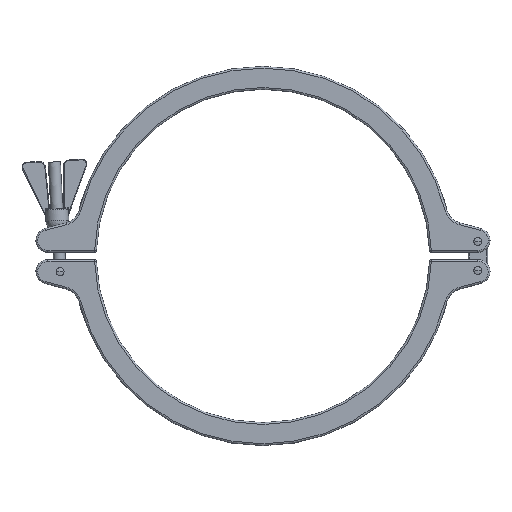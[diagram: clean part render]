
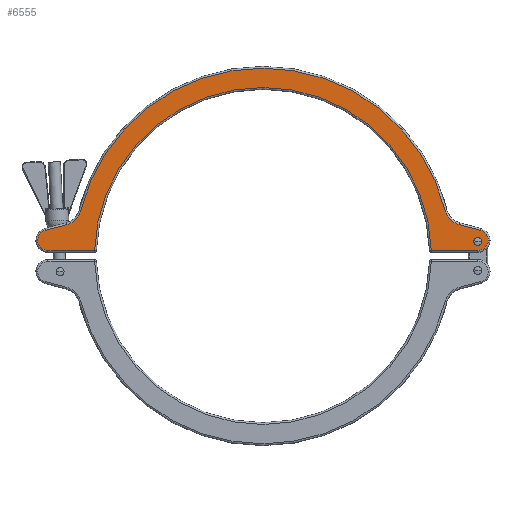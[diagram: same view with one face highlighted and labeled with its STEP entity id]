
A CAD part, top view. The second image highlights one B-rep face of the part: STEP entity #6555.
In plain terms, the highlighted planar face has unit normal (0, 0, 1).
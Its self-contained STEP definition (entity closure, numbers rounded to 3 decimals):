
#192 = CARTESIAN_POINT ( 'NONE',  ( -166.824, 41.876, 12. ) ) ;
#293 = CARTESIAN_POINT ( 'NONE',  ( -178., 4.5, 12. ) ) ;
#402 = ORIENTED_EDGE ( 'NONE', *, *, #4259, .T. ) ;
#479 = CARTESIAN_POINT ( 'NONE',  ( -180.2, 21.21, 12. ) ) ;
#900 = ORIENTED_EDGE ( 'NONE', *, *, #9909, .T. ) ;
#903 = LINE ( 'NONE', #12552, #11867 ) ;
#1073 = LINE ( 'NONE', #7771, #3116 ) ;
#1283 = EDGE_CURVE ( 'NONE', #16453, #6228, #12613, .T. ) ;
#1601 = CARTESIAN_POINT ( 'NONE',  ( 180.2, 21.21, 12. ) ) ;
#1737 = VECTOR ( 'NONE', #16132, 1000. ) ;
#2041 = CIRCLE ( 'NONE', #2299, 155.5 ) ;
#2091 = VECTOR ( 'NONE', #13892, 1000. ) ;
#2155 = CIRCLE ( 'NONE', #12059, 16.5 ) ;
#2166 = AXIS2_PLACEMENT_3D ( 'NONE', #15061, #4589, #12238 ) ;
#2234 = ORIENTED_EDGE ( 'NONE', *, *, #8173, .F. ) ;
#2299 = AXIS2_PLACEMENT_3D ( 'NONE', #8376, #12315, #10891 ) ;
#2347 = EDGE_LOOP ( 'NONE', ( #402, #14115, #10481, #4020, #900, #14501, #9087, #3176, #5539, #3346, #2602 ) ) ;
#2413 = DIRECTION ( 'NONE',  ( -0.966, 0.259, 0. ) ) ;
#2602 = ORIENTED_EDGE ( 'NONE', *, *, #1283, .T. ) ;
#2632 = CARTESIAN_POINT ( 'NONE',  ( 178., 12., 12. ) ) ;
#2724 = VERTEX_POINT ( 'NONE', #4757 ) ;
#2732 = VERTEX_POINT ( 'NONE', #7267 ) ;
#2978 = VERTEX_POINT ( 'NONE', #9326 ) ;
#2991 = CIRCLE ( 'NONE', #8902, 3.3 ) ;
#3078 = CIRCLE ( 'NONE', #16204, 3.3 ) ;
#3116 = VECTOR ( 'NONE', #2413, 1000. ) ;
#3150 = CARTESIAN_POINT ( 'NONE',  ( 178., 4.5, 12. ) ) ;
#3176 = ORIENTED_EDGE ( 'NONE', *, *, #15207, .T. ) ;
#3278 = CARTESIAN_POINT ( 'NONE',  ( 166.824, 41.876, 12. ) ) ;
#3346 = ORIENTED_EDGE ( 'NONE', *, *, #9962, .T. ) ;
#3615 = VERTEX_POINT ( 'NONE', #11857 ) ;
#3783 = EDGE_CURVE ( 'NONE', #12507, #3615, #14003, .T. ) ;
#3897 = VERTEX_POINT ( 'NONE', #15688 ) ;
#4020 = ORIENTED_EDGE ( 'NONE', *, *, #3783, .T. ) ;
#4074 = EDGE_CURVE ( 'NONE', #15206, #14995, #8941, .T. ) ;
#4124 = AXIS2_PLACEMENT_3D ( 'NONE', #13384, #4495, #15810 ) ;
#4259 = EDGE_CURVE ( 'NONE', #6228, #2978, #903, .T. ) ;
#4495 = DIRECTION ( 'NONE',  ( 0., 0., -1. ) ) ;
#4589 = DIRECTION ( 'NONE',  ( 0., 0., 1. ) ) ;
#4747 = CARTESIAN_POINT ( 'NONE',  ( 162.554, 25.939, 12. ) ) ;
#4749 = PLANE ( 'NONE',  #2166 ) ;
#4757 = CARTESIAN_POINT ( 'NONE',  ( 139.427, 4.5, 12. ) ) ;
#4993 = EDGE_CURVE ( 'NONE', #2978, #2724, #8967, .T. ) ;
#5346 = CARTESIAN_POINT ( 'NONE',  ( 181.3, 12., 12. ) ) ;
#5361 = AXIS2_PLACEMENT_3D ( 'NONE', #13738, #8626, #9037 ) ;
#5539 = ORIENTED_EDGE ( 'NONE', *, *, #6380, .T. ) ;
#5920 = DIRECTION ( 'NONE',  ( 1., 0., 0. ) ) ;
#6228 = VERTEX_POINT ( 'NONE', #293 ) ;
#6380 = EDGE_CURVE ( 'NONE', #2732, #13772, #2155, .T. ) ;
#6555 = ADVANCED_FACE ( 'NONE', ( #7434, #8621 ), #4749, .T. ) ;
#6766 = CARTESIAN_POINT ( 'NONE',  ( 178., 12., 12. ) ) ;
#7267 = CARTESIAN_POINT ( 'NONE',  ( -150.821, 37.859, 12. ) ) ;
#7434 = FACE_OUTER_BOUND ( 'NONE', #2347, .T. ) ;
#7477 = DIRECTION ( 'NONE',  ( 0., 0., 1. ) ) ;
#7523 = DIRECTION ( 'NONE',  ( 0., 0., -1. ) ) ;
#7530 = CARTESIAN_POINT ( 'NONE',  ( -180.2, 21.21, 12. ) ) ;
#7771 = CARTESIAN_POINT ( 'NONE',  ( 162.554, 25.939, 12. ) ) ;
#8173 = EDGE_CURVE ( 'NONE', #9697, #3897, #2991, .T. ) ;
#8344 = DIRECTION ( 'NONE',  ( 1., 0., 0. ) ) ;
#8376 = CARTESIAN_POINT ( 'NONE',  ( 0., 0., 12. ) ) ;
#8604 = VERTEX_POINT ( 'NONE', #1601 ) ;
#8621 = FACE_BOUND ( 'NONE', #12716, .T. ) ;
#8626 = DIRECTION ( 'NONE',  ( 0., 0., 1. ) ) ;
#8902 = AXIS2_PLACEMENT_3D ( 'NONE', #2632, #7477, #15192 ) ;
#8941 = CIRCLE ( 'NONE', #13748, 16.5 ) ;
#8962 = AXIS2_PLACEMENT_3D ( 'NONE', #13452, #13539, #8344 ) ;
#8967 = CIRCLE ( 'NONE', #4124, 139.5 ) ;
#9009 = DIRECTION ( 'NONE',  ( 1., 0., 0. ) ) ;
#9037 = DIRECTION ( 'NONE',  ( 1., 0., 0. ) ) ;
#9087 = ORIENTED_EDGE ( 'NONE', *, *, #4074, .T. ) ;
#9326 = CARTESIAN_POINT ( 'NONE',  ( -139.427, 4.5, 12. ) ) ;
#9697 = VERTEX_POINT ( 'NONE', #5346 ) ;
#9909 = EDGE_CURVE ( 'NONE', #3615, #8604, #16169, .T. ) ;
#9962 = EDGE_CURVE ( 'NONE', #13772, #16453, #12117, .T. ) ;
#10169 = CARTESIAN_POINT ( 'NONE',  ( 150.821, 37.859, 12. ) ) ;
#10481 = ORIENTED_EDGE ( 'NONE', *, *, #12395, .T. ) ;
#10891 = DIRECTION ( 'NONE',  ( 1., 0., 0. ) ) ;
#11598 = AXIS2_PLACEMENT_3D ( 'NONE', #13861, #16358, #9009 ) ;
#11632 = LINE ( 'NONE', #12730, #2091 ) ;
#11635 = DIRECTION ( 'NONE',  ( 1., 0., 0. ) ) ;
#11857 = CARTESIAN_POINT ( 'NONE',  ( 186.5, 13., 12. ) ) ;
#11867 = VECTOR ( 'NONE', #5920, 1000. ) ;
#11883 = CARTESIAN_POINT ( 'NONE',  ( -162.554, 25.939, 12. ) ) ;
#12059 = AXIS2_PLACEMENT_3D ( 'NONE', #192, #12993, #14331 ) ;
#12117 = LINE ( 'NONE', #479, #1737 ) ;
#12238 = DIRECTION ( 'NONE',  ( 1., 0., 0. ) ) ;
#12315 = DIRECTION ( 'NONE',  ( 0., 0., 1. ) ) ;
#12395 = EDGE_CURVE ( 'NONE', #2724, #12507, #11632, .T. ) ;
#12507 = VERTEX_POINT ( 'NONE', #3150 ) ;
#12552 = CARTESIAN_POINT ( 'NONE',  ( -137.967, 4.5, 12. ) ) ;
#12613 = CIRCLE ( 'NONE', #5361, 8.5 ) ;
#12716 = EDGE_LOOP ( 'NONE', ( #15108, #2234 ) ) ;
#12730 = CARTESIAN_POINT ( 'NONE',  ( 178., 4.5, 12. ) ) ;
#12993 = DIRECTION ( 'NONE',  ( 0., 0., -1. ) ) ;
#13384 = CARTESIAN_POINT ( 'NONE',  ( 0., 0., 12. ) ) ;
#13452 = CARTESIAN_POINT ( 'NONE',  ( 178., 13., 12. ) ) ;
#13539 = DIRECTION ( 'NONE',  ( 0., 0., 1. ) ) ;
#13738 = CARTESIAN_POINT ( 'NONE',  ( -178., 13., 12. ) ) ;
#13748 = AXIS2_PLACEMENT_3D ( 'NONE', #3278, #7523, #16018 ) ;
#13772 = VERTEX_POINT ( 'NONE', #11883 ) ;
#13861 = CARTESIAN_POINT ( 'NONE',  ( 178., 13., 12. ) ) ;
#13892 = DIRECTION ( 'NONE',  ( 1., 0., 0. ) ) ;
#14003 = CIRCLE ( 'NONE', #11598, 8.5 ) ;
#14115 = ORIENTED_EDGE ( 'NONE', *, *, #4993, .T. ) ;
#14331 = DIRECTION ( 'NONE',  ( 1., 0., 0. ) ) ;
#14501 = ORIENTED_EDGE ( 'NONE', *, *, #15653, .T. ) ;
#14814 = EDGE_CURVE ( 'NONE', #3897, #9697, #3078, .T. ) ;
#14995 = VERTEX_POINT ( 'NONE', #10169 ) ;
#15061 = CARTESIAN_POINT ( 'NONE',  ( 0., 0., 12. ) ) ;
#15108 = ORIENTED_EDGE ( 'NONE', *, *, #14814, .F. ) ;
#15192 = DIRECTION ( 'NONE',  ( 1., 0., 0. ) ) ;
#15206 = VERTEX_POINT ( 'NONE', #4747 ) ;
#15207 = EDGE_CURVE ( 'NONE', #14995, #2732, #2041, .T. ) ;
#15223 = DIRECTION ( 'NONE',  ( 0., 0., 1. ) ) ;
#15653 = EDGE_CURVE ( 'NONE', #8604, #15206, #1073, .T. ) ;
#15688 = CARTESIAN_POINT ( 'NONE',  ( 174.7, 12., 12. ) ) ;
#15810 = DIRECTION ( 'NONE',  ( 1., 0., 0. ) ) ;
#16018 = DIRECTION ( 'NONE',  ( 1., 0., 0. ) ) ;
#16132 = DIRECTION ( 'NONE',  ( -0.966, -0.259, 0. ) ) ;
#16169 = CIRCLE ( 'NONE', #8962, 8.5 ) ;
#16204 = AXIS2_PLACEMENT_3D ( 'NONE', #6766, #15223, #11635 ) ;
#16358 = DIRECTION ( 'NONE',  ( 0., 0., 1. ) ) ;
#16453 = VERTEX_POINT ( 'NONE', #7530 ) ;
